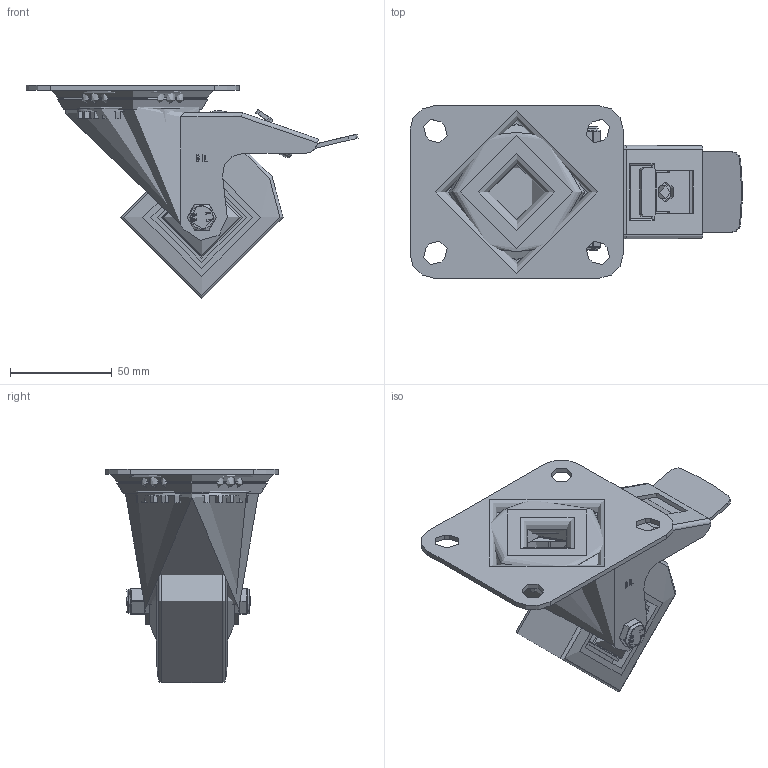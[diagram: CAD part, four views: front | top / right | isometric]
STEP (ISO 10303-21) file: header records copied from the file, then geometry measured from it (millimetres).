
FILE_DESCRIPTION(/* description */ (''),/* implementation_level */ '2;1');
FILE_NAME(/* name */ 'BZMM80SRNBJSWB.step',/* time_stamp */ '2024-07-31T10:27:11+01:00',/* author */ (''),/* organization */ (''),/* preprocessor_version */ 'ST-DEVELOPER v20',/* originating_system */ 'Autodesk Translation Framework v13.14.0.145',/* authorisation */ '');
FILE_SCHEMA (('AUTOMOTIVE_DESIGN { 1 0 10303 214 3 1 1 }'));
Length unit declared in the file: millimetre
Products named in the file (36): BZMM80SRNBJSWB; BZMM80ASSWB - 42 v2; ZINC PLATED, PRESSED STEEL TOP PLATE; ZINC PLATED, PRESSED STEEL TOP PLATE Geometry; BALL BEARINGS; Component1; ZINC PLATED, PRESSED STEEL FORKS; BEARING SEAL; ZINC PLATED, PRESSED STEEL BRAKE PEDAL; ZINC PLATED, PRESSED STEEL BRAKE PEDAL Geometry; BRAKE BOLT; BRAKE PAD; BRAKE PAD Geometry; NUT; BOLT; BZMM80WSRNBJM8 v1; BZMH80WSRNBJ; ELASTIC RUBBER TYRE; NYLON RIM; BEARING 6202; METAL; METAL2; Pattern; Component1 (1); MIDDLE; RUBBER; RUBBER2; HUBCAPM8X42RN; HUBCAPM8X42RN (1); NYLON CAP; HEXBOLTM8X55Z8.8 v2; GRADE 8.8 ZINC PLATED BOLT; NYLOCM8Z v1; NYLOC NUT; NUT (1); RUBBER (1)
Assembly tree (66 placements, depth 6):
  BZMM80SRNBJSWB
    BZMM80ASSWB - 42 v2
      ZINC PLATED, PRESSED STEEL TOP PLATE
        ZINC PLATED, PRESSED STEEL TOP PLATE Geometry
        BALL BEARINGS
          Component1  x24
      ZINC PLATED, PRESSED STEEL FORKS
      BEARING SEAL
      ZINC PLATED, PRESSED STEEL BRAKE PEDAL
        ZINC PLATED, PRESSED STEEL BRAKE PEDAL Geometry
        BRAKE BOLT
      BRAKE PAD
        BRAKE PAD Geometry
        NUT
        BOLT
    BZMM80WSRNBJM8 v1
      BZMH80WSRNBJ
        ELASTIC RUBBER TYRE
        NYLON RIM
        BEARING 6202
          METAL
          METAL2
          Pattern
            Component1 (1)  x8
          MIDDLE
          RUBBER
          RUBBER2
      HUBCAPM8X42RN
        NYLON CAP
      HUBCAPM8X42RN (1)
        NYLON CAP
    HEXBOLTM8X55Z8.8 v2
      GRADE 8.8 ZINC PLATED BOLT
    NYLOCM8Z v1
      NYLOC NUT
        NUT (1)
        RUBBER (1)
Bounding box: 163.41 x 85 x 105 mm (x, y, z)
Volume: 219294.1 mm3; surface area: 124988.9 mm2
Topology: 52 solids, 52 shells, 971 faces, 2448 edges, 1592 vertices
Faces by surface type: plane 439, cylinder 241, bspline 178, sphere 73, torus 22, cone 18
Full cylindrical faces by diameter (mm): 0.664 x2, 6 x5, 6.446 x7, 7.866 x13, 8 x4, 8.2 x4, 8.6 x2, 11.5 x1, 12.1 x1, 14.9 x2, 15 x1, 18 x1, 19 x2, 20 x4, 22.5 x2, 23 x2, 26 x2, 27.5 x1, 28 x2, 30 x4, 30.5 x2, 31 x6, 31.5 x1, 32 x1, 35 x4, 36 x2, 38.5 x2, 40 x2, 44 x2, 50 x2
Entity records: 36140 total; most frequent: CARTESIAN_POINT 13678, ORIENTED_EDGE 4602, DIRECTION 4097, EDGE_CURVE 2301, VERTEX_POINT 1513, AXIS2_PLACEMENT_3D 1436, LINE 1225, VECTOR 1225
